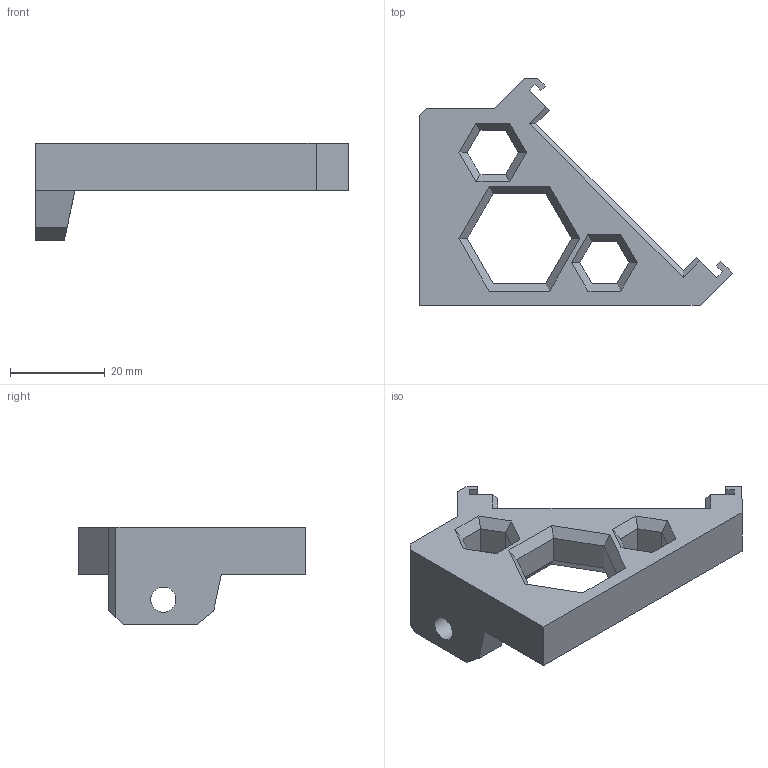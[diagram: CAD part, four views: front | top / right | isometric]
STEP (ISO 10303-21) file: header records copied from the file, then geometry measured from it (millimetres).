
FILE_DESCRIPTION(/* description */ (''),/* implementation_level */ '2;1');
FILE_NAME(/* name */ 'lcd_support_b.step',/* time_stamp */ '2017-10-01T11:33:26+02:00',/* author */ ('gregsaun'),/* organization */ (''),/* preprocessor_version */ 'ST-DEVELOPER v16.13',/* originating_system */ 'Autodesk Translation Framework v6.5.0.72',/* authorisation */ '');
FILE_SCHEMA (('AUTOMOTIVE_DESIGN { 1 0 10303 214 3 1 1 }'));
Length unit declared in the file: millimetre
Products named in the file (1): lcd_support_b v6
Bounding box: 66 x 47.88 x 20.7 mm (x, y, z)
Volume: 14610.5 mm3; surface area: 6529.3 mm2
Topology: 1 solids, 1 shells, 93 faces, 230 edges, 139 vertices
Faces by surface type: plane 91, cylinder 2
Full cylindrical faces by diameter (mm): 5.3 x1
Entity records: 2701 total; most frequent: CARTESIAN_POINT 463, ORIENTED_EDGE 460, DIRECTION 423, EDGE_CURVE 230, LINE 225, VECTOR 225, VERTEX_POINT 139, EDGE_LOOP 101
